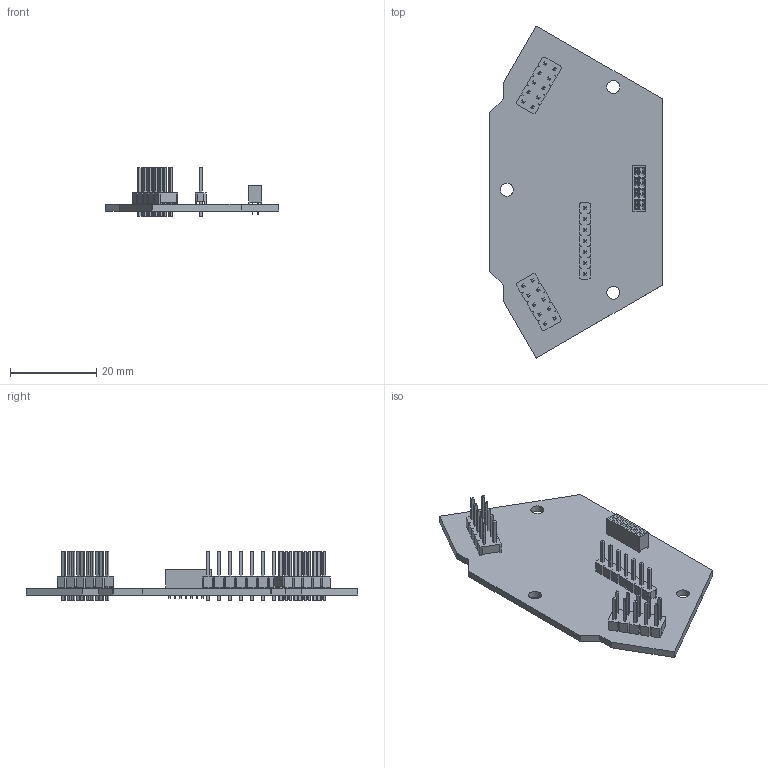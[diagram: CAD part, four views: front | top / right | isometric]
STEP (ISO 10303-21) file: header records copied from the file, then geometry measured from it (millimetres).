
FILE_DESCRIPTION(('Open CASCADE Model'),'2;1');
FILE_NAME('Open CASCADE Shape Model','2018-12-04T13:22:10',('Author'),( 'Open CASCADE'),'Open CASCADE STEP processor 6.8','Open CASCADE 6.8' ,'Unknown');
FILE_SCHEMA(('AUTOMOTIVE_DESIGN { 1 0 10303 214 1 1 1 1 }'));
Length unit declared in the file: millimetre
Products named in the file (13): PCB; Board; J2; 61300711121; 6130xx11121_PIN; J1; 61301021121; 6130xx21121_PIN; COMM; 2002131100016t1lf; J3
Assembly tree (28 placements, depth 4):
  PCB
    Board
    J2
      61300711121
        6130xx11121_PIN  x7
        61300711121
    J1
      61301021121
        6130xx21121_PIN  x10
        61301021121
    COMM
      2002131100016t1lf
    J3
      61301021121
        6130xx21121_PIN  x10
        61301021121
Bounding box: 40.13 x 76.88 x 11.54 mm (x, y, z)
Volume: 4307.2 mm3; surface area: 7046.1 mm2
Topology: 32 solids, 32 shells, 907 faces, 2217 edges, 1406 vertices
Faces by surface type: plane 853, cylinder 54
Full cylindrical faces by diameter (mm): 0.675 x16, 1.1 x27, 3 x3
Entity records: 16416 total; most frequent: CARTESIAN_POINT 2555, ORIENTED_EDGE 2482, DIRECTION 2333, EDGE_CURVE 1241, LINE 1133, VECTOR 1133, VERTEX_POINT 822, FACE_BOUND 621
